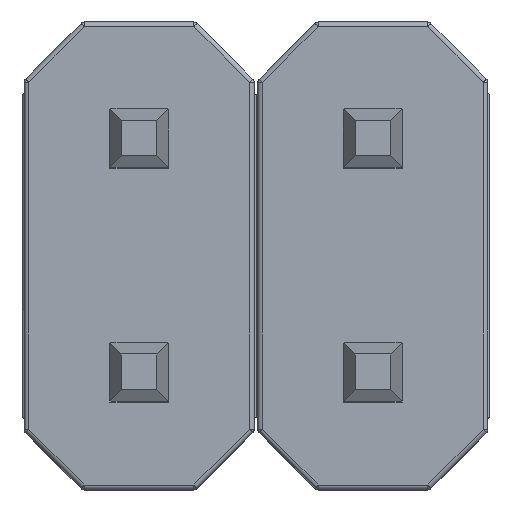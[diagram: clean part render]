
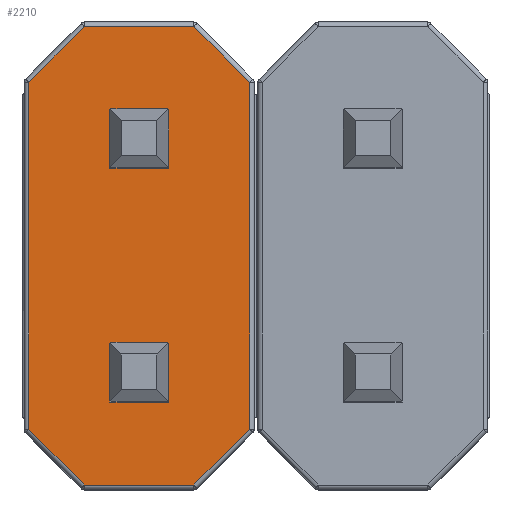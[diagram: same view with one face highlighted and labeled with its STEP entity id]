
A CAD part, top view. The second image highlights one B-rep face of the part: STEP entity #2210.
In plain terms, the highlighted planar face has unit normal (0, 0, 1).
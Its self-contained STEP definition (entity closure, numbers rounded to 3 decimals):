
#88=FACE_BOUND('',#382,.T.);
#89=FACE_BOUND('',#383,.T.);
#259=FACE_OUTER_BOUND('',#381,.T.);
#381=EDGE_LOOP('',(#1710,#1711,#1712,#1713,#1714,#1715,#1716,#1717));
#382=EDGE_LOOP('',(#1718,#1719,#1720,#1721,#1722,#1723,#1724,#1725,#1726,
#1727,#1728,#1729));
#383=EDGE_LOOP('',(#1730,#1731,#1732,#1733,#1734,#1735,#1736,#1737,#1738,
#1739,#1740,#1741));
#422=LINE('',#3161,#638);
#430=LINE('',#3179,#646);
#438=LINE('',#3197,#654);
#449=LINE('',#3227,#665);
#476=LINE('',#3296,#692);
#479=LINE('',#3302,#695);
#480=LINE('',#3304,#696);
#482=LINE('',#3307,#698);
#484=LINE('',#3311,#700);
#489=LINE('',#3320,#705);
#491=LINE('',#3326,#707);
#497=LINE('',#3338,#713);
#499=LINE('',#3344,#715);
#505=LINE('',#3356,#721);
#507=LINE('',#3361,#723);
#511=LINE('',#3368,#727);
#513=LINE('',#3373,#729);
#517=LINE('',#3380,#733);
#544=LINE('',#3503,#760);
#547=LINE('',#3535,#763);
#550=LINE('',#3558,#766);
#551=LINE('',#3566,#767);
#553=LINE('',#3569,#769);
#556=LINE('',#3575,#772);
#568=LINE('',#3593,#784);
#575=LINE('',#3604,#791);
#582=LINE('',#3617,#798);
#583=LINE('',#3618,#799);
#584=LINE('',#3619,#800);
#585=LINE('',#3620,#801);
#586=LINE('',#3621,#802);
#587=LINE('',#3622,#803);
#638=VECTOR('',#2519,10.);
#646=VECTOR('',#2531,10.);
#654=VECTOR('',#2543,10.);
#665=VECTOR('',#2570,10.);
#692=VECTOR('',#2647,10.);
#695=VECTOR('',#2652,10.);
#696=VECTOR('',#2655,10.);
#698=VECTOR('',#2659,10.);
#700=VECTOR('',#2663,10.);
#705=VECTOR('',#2670,10.);
#707=VECTOR('',#2674,10.);
#713=VECTOR('',#2682,10.);
#715=VECTOR('',#2686,10.);
#721=VECTOR('',#2694,10.);
#723=VECTOR('',#2698,10.);
#727=VECTOR('',#2704,10.);
#729=VECTOR('',#2708,10.);
#733=VECTOR('',#2714,10.);
#760=VECTOR('',#2845,10.);
#763=VECTOR('',#2884,10.);
#766=VECTOR('',#2913,10.);
#767=VECTOR('',#2924,10.);
#769=VECTOR('',#2928,10.);
#772=VECTOR('',#2937,10.);
#784=VECTOR('',#2961,10.);
#791=VECTOR('',#2976,10.);
#798=VECTOR('',#2995,10.);
#799=VECTOR('',#2996,10.);
#800=VECTOR('',#2997,10.);
#801=VECTOR('',#2998,10.);
#802=VECTOR('',#2999,10.);
#803=VECTOR('',#3000,10.);
#854=VERTEX_POINT('',#3159);
#855=VERTEX_POINT('',#3160);
#862=VERTEX_POINT('',#3177);
#863=VERTEX_POINT('',#3178);
#870=VERTEX_POINT('',#3195);
#871=VERTEX_POINT('',#3196);
#876=VERTEX_POINT('',#3210);
#882=VERTEX_POINT('',#3226);
#899=VERTEX_POINT('',#3294);
#901=VERTEX_POINT('',#3300);
#902=VERTEX_POINT('',#3310);
#905=VERTEX_POINT('',#3318);
#906=VERTEX_POINT('',#3322);
#908=VERTEX_POINT('',#3325);
#911=VERTEX_POINT('',#3332);
#913=VERTEX_POINT('',#3336);
#914=VERTEX_POINT('',#3340);
#916=VERTEX_POINT('',#3343);
#919=VERTEX_POINT('',#3350);
#921=VERTEX_POINT('',#3354);
#922=VERTEX_POINT('',#3358);
#925=VERTEX_POINT('',#3365);
#926=VERTEX_POINT('',#3370);
#929=VERTEX_POINT('',#3377);
#962=VERTEX_POINT('',#3471);
#967=VERTEX_POINT('',#3484);
#973=VERTEX_POINT('',#3498);
#979=VERTEX_POINT('',#3518);
#984=VERTEX_POINT('',#3531);
#989=VERTEX_POINT('',#3547);
#991=VERTEX_POINT('',#3553);
#993=VERTEX_POINT('',#3562);
#1030=EDGE_CURVE('',#854,#855,#422,.T.);
#1038=EDGE_CURVE('',#862,#863,#430,.T.);
#1046=EDGE_CURVE('',#870,#871,#438,.T.);
#1062=EDGE_CURVE('',#882,#876,#449,.T.);
#1100=EDGE_CURVE('',#876,#899,#476,.T.);
#1103=EDGE_CURVE('',#855,#901,#479,.T.);
#1104=EDGE_CURVE('',#899,#854,#480,.T.);
#1106=EDGE_CURVE('',#901,#862,#482,.T.);
#1108=EDGE_CURVE('',#902,#870,#484,.T.);
#1113=EDGE_CURVE('',#871,#905,#489,.T.);
#1115=EDGE_CURVE('',#908,#906,#491,.T.);
#1121=EDGE_CURVE('',#911,#913,#497,.T.);
#1123=EDGE_CURVE('',#916,#914,#499,.T.);
#1129=EDGE_CURVE('',#919,#921,#505,.T.);
#1131=EDGE_CURVE('',#921,#922,#507,.T.);
#1135=EDGE_CURVE('',#925,#908,#511,.T.);
#1137=EDGE_CURVE('',#913,#926,#513,.T.);
#1141=EDGE_CURVE('',#929,#916,#517,.T.);
#1200=EDGE_CURVE('',#962,#973,#544,.T.);
#1215=EDGE_CURVE('',#973,#984,#547,.T.);
#1227=EDGE_CURVE('',#984,#991,#550,.T.);
#1231=EDGE_CURVE('',#991,#993,#551,.T.);
#1233=EDGE_CURVE('',#993,#989,#553,.T.);
#1236=EDGE_CURVE('',#989,#979,#556,.T.);
#1248=EDGE_CURVE('',#979,#967,#568,.T.);
#1255=EDGE_CURVE('',#967,#962,#575,.T.);
#1262=EDGE_CURVE('',#863,#902,#582,.T.);
#1263=EDGE_CURVE('',#905,#882,#583,.T.);
#1264=EDGE_CURVE('',#925,#922,#584,.T.);
#1265=EDGE_CURVE('',#911,#906,#585,.T.);
#1266=EDGE_CURVE('',#929,#926,#586,.T.);
#1267=EDGE_CURVE('',#919,#914,#587,.T.);
#1710=ORIENTED_EDGE('',*,*,#1200,.F.);
#1711=ORIENTED_EDGE('',*,*,#1255,.F.);
#1712=ORIENTED_EDGE('',*,*,#1248,.F.);
#1713=ORIENTED_EDGE('',*,*,#1236,.F.);
#1714=ORIENTED_EDGE('',*,*,#1233,.F.);
#1715=ORIENTED_EDGE('',*,*,#1231,.F.);
#1716=ORIENTED_EDGE('',*,*,#1227,.F.);
#1717=ORIENTED_EDGE('',*,*,#1215,.F.);
#1718=ORIENTED_EDGE('',*,*,#1104,.T.);
#1719=ORIENTED_EDGE('',*,*,#1030,.T.);
#1720=ORIENTED_EDGE('',*,*,#1103,.T.);
#1721=ORIENTED_EDGE('',*,*,#1106,.T.);
#1722=ORIENTED_EDGE('',*,*,#1038,.T.);
#1723=ORIENTED_EDGE('',*,*,#1262,.T.);
#1724=ORIENTED_EDGE('',*,*,#1108,.T.);
#1725=ORIENTED_EDGE('',*,*,#1046,.T.);
#1726=ORIENTED_EDGE('',*,*,#1113,.T.);
#1727=ORIENTED_EDGE('',*,*,#1263,.T.);
#1728=ORIENTED_EDGE('',*,*,#1062,.T.);
#1729=ORIENTED_EDGE('',*,*,#1100,.T.);
#1730=ORIENTED_EDGE('',*,*,#1131,.T.);
#1731=ORIENTED_EDGE('',*,*,#1264,.F.);
#1732=ORIENTED_EDGE('',*,*,#1135,.T.);
#1733=ORIENTED_EDGE('',*,*,#1115,.T.);
#1734=ORIENTED_EDGE('',*,*,#1265,.F.);
#1735=ORIENTED_EDGE('',*,*,#1121,.T.);
#1736=ORIENTED_EDGE('',*,*,#1137,.T.);
#1737=ORIENTED_EDGE('',*,*,#1266,.F.);
#1738=ORIENTED_EDGE('',*,*,#1141,.T.);
#1739=ORIENTED_EDGE('',*,*,#1123,.T.);
#1740=ORIENTED_EDGE('',*,*,#1267,.F.);
#1741=ORIENTED_EDGE('',*,*,#1129,.T.);
#1973=PLANE('',#2456);
#2210=ADVANCED_FACE('',(#259,#88,#89),#1973,.T.);
#2456=AXIS2_PLACEMENT_3D('',#3616,#2993,#2994);
#2519=DIRECTION('',(0.,-1.,0.));
#2531=DIRECTION('',(-1.,0.,0.));
#2543=DIRECTION('',(0.,1.,0.));
#2570=DIRECTION('',(1.,0.,0.));
#2647=DIRECTION('',(1.,0.,0.));
#2652=DIRECTION('',(0.,-1.,0.));
#2655=DIRECTION('',(0.,-1.,0.));
#2659=DIRECTION('',(-1.,0.,0.));
#2663=DIRECTION('',(0.,1.,0.));
#2670=DIRECTION('',(0.,1.,0.));
#2674=DIRECTION('',(1.,0.,0.));
#2682=DIRECTION('',(1.,0.,0.));
#2686=DIRECTION('',(-1.,0.,0.));
#2694=DIRECTION('',(-1.,0.,0.));
#2698=DIRECTION('',(0.,1.,0.));
#2704=DIRECTION('',(0.,1.,0.));
#2708=DIRECTION('',(0.,-1.,0.));
#2714=DIRECTION('',(0.,-1.,0.));
#2845=DIRECTION('',(0.707,0.707,0.));
#2884=DIRECTION('',(1.,0.,0.));
#2913=DIRECTION('',(0.707,-0.707,0.));
#2924=DIRECTION('',(0.,-1.,0.));
#2928=DIRECTION('',(-0.707,-0.707,0.));
#2937=DIRECTION('',(-1.,0.,0.));
#2961=DIRECTION('',(-0.707,0.707,0.));
#2976=DIRECTION('',(0.,1.,0.));
#2993=DIRECTION('center_axis',(0.,0.,
1.));
#2994=DIRECTION('ref_axis',(1.,0.,0.));
#2995=DIRECTION('',(-1.,0.,0.));
#2996=DIRECTION('',(1.,0.,0.));
#2997=DIRECTION('',(0.,-1.,0.));
#2998=DIRECTION('',(-1.,0.,0.));
#2999=DIRECTION('',(0.,1.,0.));
#3000=DIRECTION('',(1.,0.,0.));
#3159=CARTESIAN_POINT('',(0.32,2.832,2.5));
#3160=CARTESIAN_POINT('',(0.32,2.243,2.5));
#3161=CARTESIAN_POINT('',(0.32,2.063,2.5));
#3177=CARTESIAN_POINT('',(0.295,2.218,2.5));
#3178=CARTESIAN_POINT('',(-0.295,2.218,2.5));
#3179=CARTESIAN_POINT('',(0.16,2.218,2.5));
#3195=CARTESIAN_POINT('',(-0.32,2.243,2.5));
#3196=CARTESIAN_POINT('',(-0.32,2.832,2.5));
#3197=CARTESIAN_POINT('',(-0.32,1.743,2.5));
#3210=CARTESIAN_POINT('',(0.295,2.858,2.5));
#3226=CARTESIAN_POINT('',(-0.295,2.858,2.5));
#3227=CARTESIAN_POINT('',(-0.16,2.858,2.5));
#3294=CARTESIAN_POINT('',(0.32,2.858,2.5));
#3296=CARTESIAN_POINT('',(-0.16,2.858,2.5));
#3300=CARTESIAN_POINT('',(0.32,2.218,2.5));
#3302=CARTESIAN_POINT('',(0.32,2.063,2.5));
#3304=CARTESIAN_POINT('',(0.32,2.063,2.5));
#3307=CARTESIAN_POINT('',(0.16,2.218,2.5));
#3310=CARTESIAN_POINT('',(-0.32,2.218,2.5));
#3311=CARTESIAN_POINT('',(-0.32,1.743,2.5));
#3318=CARTESIAN_POINT('',(-0.32,2.858,2.5));
#3320=CARTESIAN_POINT('',(-0.32,1.743,2.5));
#3322=CARTESIAN_POINT('',(-0.295,0.318,2.5));
#3325=CARTESIAN_POINT('',(-0.32,0.317,2.5));
#3326=CARTESIAN_POINT('',(-0.16,0.317,2.5));
#3332=CARTESIAN_POINT('',(0.295,0.317,2.5));
#3336=CARTESIAN_POINT('',(0.32,0.317,2.5));
#3338=CARTESIAN_POINT('',(-0.16,0.317,2.5));
#3340=CARTESIAN_POINT('',(0.295,-0.323,2.5));
#3343=CARTESIAN_POINT('',(0.32,-0.323,2.5));
#3344=CARTESIAN_POINT('',(0.16,-0.323,2.5));
#3350=CARTESIAN_POINT('',(-0.295,-0.323,2.5));
#3354=CARTESIAN_POINT('',(-0.32,-0.323,2.5));
#3356=CARTESIAN_POINT('',(0.16,-0.323,2.5));
#3358=CARTESIAN_POINT('',(-0.32,-0.297,2.5));
#3361=CARTESIAN_POINT('',(-0.32,0.472,2.5));
#3365=CARTESIAN_POINT('',(-0.32,0.292,2.5));
#3368=CARTESIAN_POINT('',(-0.32,0.472,2.5));
#3370=CARTESIAN_POINT('',(0.32,0.292,2.5));
#3373=CARTESIAN_POINT('',(0.32,0.792,2.5));
#3377=CARTESIAN_POINT('',(0.32,-0.297,2.5));
#3380=CARTESIAN_POINT('',(0.32,0.792,2.5));
#3471=CARTESIAN_POINT('',(-1.2,3.152,2.5));
#3484=CARTESIAN_POINT('',(-1.2,-0.617,2.5));
#3498=CARTESIAN_POINT('',(-0.594,3.758,2.5));
#3503=CARTESIAN_POINT('',(-1.22,3.132,2.5));
#3518=CARTESIAN_POINT('',(-0.594,-1.223,2.5));
#3531=CARTESIAN_POINT('',(0.594,3.758,2.5));
#3535=CARTESIAN_POINT('',(0.625,3.758,2.5));
#3547=CARTESIAN_POINT('',(0.594,-1.223,2.5));
#3553=CARTESIAN_POINT('',(1.2,3.152,2.5));
#3558=CARTESIAN_POINT('',(1.22,3.132,2.5));
#3562=CARTESIAN_POINT('',(1.2,-0.617,2.5));
#3566=CARTESIAN_POINT('',(1.2,-0.003,2.5));
#3569=CARTESIAN_POINT('',(1.22,-0.597,2.5));
#3575=CARTESIAN_POINT('',(-0.625,-1.223,2.5));
#3593=CARTESIAN_POINT('',(-1.22,-0.597,2.5));
#3604=CARTESIAN_POINT('',(-1.2,2.538,2.5));
#3616=CARTESIAN_POINT('Origin',(0.,1.268,2.5));
#3617=CARTESIAN_POINT('',(0.16,2.218,2.5));
#3618=CARTESIAN_POINT('',(-0.16,2.858,2.5));
#3619=CARTESIAN_POINT('',(-0.32,0.632,2.5));
#3620=CARTESIAN_POINT('',(0.,0.318,2.5));
#3621=CARTESIAN_POINT('',(0.32,0.632,2.5));
#3622=CARTESIAN_POINT('',(0.,-0.323,2.5));
